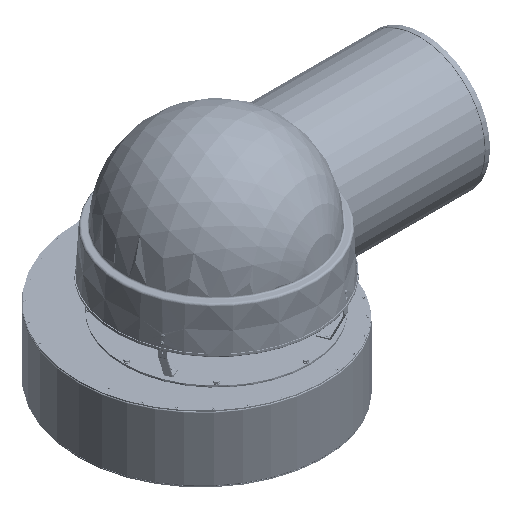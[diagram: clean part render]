
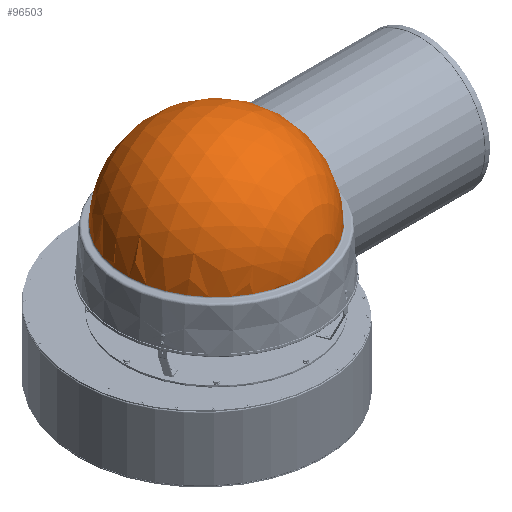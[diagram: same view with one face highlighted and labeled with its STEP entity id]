
A CAD part, isometric view. The second image highlights one B-rep face of the part: STEP entity #96503.
In plain terms, the highlighted spherical face has radius 210 mm.
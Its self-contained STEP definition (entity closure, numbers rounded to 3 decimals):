
#1037=SPHERICAL_SURFACE('',#104495,210.);
#13814=FACE_OUTER_BOUND('',#20327,.T.);
#20327=EDGE_LOOP('',(#84535));
#37180=CIRCLE('',#104496,209.979);
#45630=VERTEX_POINT('',#177703);
#58617=EDGE_CURVE('',#45630,#45630,#37180,.T.);
#84535=ORIENTED_EDGE('',*,*,#58617,.T.);
#96503=ADVANCED_FACE('',(#13814),#1037,.T.);
#104495=AXIS2_PLACEMENT_3D('',#177702,#127089,#127090);
#104496=AXIS2_PLACEMENT_3D('',#177704,#127091,#127092);
#127089=DIRECTION('center_axis',(0.204,-0.979,0.));
#127090=DIRECTION('ref_axis',(0.979,0.204,0.));
#127091=DIRECTION('center_axis',(0.,0.,
1.));
#127092=DIRECTION('ref_axis',(-0.979,-0.204,0.));
#177702=CARTESIAN_POINT('Origin',(0.,0.,
178.));
#177703=CARTESIAN_POINT('',(-42.844,205.562,180.958));
#177704=CARTESIAN_POINT('Origin',(0.,0.,
180.958));
